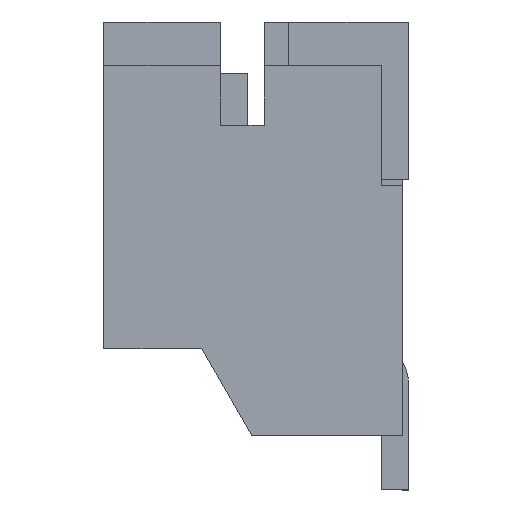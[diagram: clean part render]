
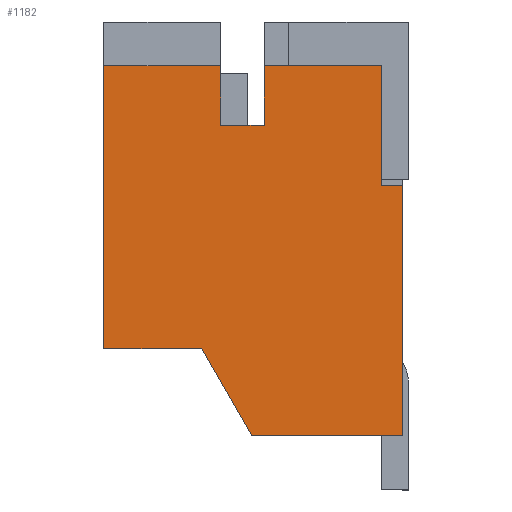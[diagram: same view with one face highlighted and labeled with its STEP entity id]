
A CAD part, left-side view. The second image highlights one B-rep face of the part: STEP entity #1182.
In plain terms, the highlighted planar face has unit normal (-1, 0, 0).
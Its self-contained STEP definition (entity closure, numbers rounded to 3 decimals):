
#1180 = ORIENTED_EDGE ( 'NONE', *, *, #1227, .T. ) ;
#1182 = ADVANCED_FACE ( 'NONE', ( #6029 ), #6067, .F. ) ;
#1183 = EDGE_LOOP ( 'NONE', ( #1195, #1192, #1180, #1258, #1261, #1256, #1254, #1306, #1311, #1295, #1285, #1296 ) ) ;
#1192 = ORIENTED_EDGE ( 'NONE', *, *, #1193, .T. ) ;
#1193 = EDGE_CURVE ( 'NONE', #1205, #1228, #6108, .T. ) ;
#1195 = ORIENTED_EDGE ( 'NONE', *, *, #1264, .T. ) ;
#1204 = VERTEX_POINT ( 'NONE', #6089 ) ;
#1205 = VERTEX_POINT ( 'NONE', #6088 ) ;
#1225 = VERTEX_POINT ( 'NONE', #6125 ) ;
#1227 = EDGE_CURVE ( 'NONE', #1228, #1225, #6124, .T. ) ;
#1228 = VERTEX_POINT ( 'NONE', #6120 ) ;
#1254 = ORIENTED_EDGE ( 'NONE', *, *, #1304, .T. ) ;
#1255 = EDGE_CURVE ( 'NONE', #1225, #1259, #6257, .T. ) ;
#1256 = ORIENTED_EDGE ( 'NONE', *, *, #1257, .T. ) ;
#1257 = EDGE_CURVE ( 'NONE', #1263, #1260, #6253, .T. ) ;
#1258 = ORIENTED_EDGE ( 'NONE', *, *, #1255, .T. ) ;
#1259 = VERTEX_POINT ( 'NONE', #6249 ) ;
#1260 = VERTEX_POINT ( 'NONE', #6248 ) ;
#1261 = ORIENTED_EDGE ( 'NONE', *, *, #1262, .T. ) ;
#1262 = EDGE_CURVE ( 'NONE', #1259, #1263, #6247, .T. ) ;
#1263 = VERTEX_POINT ( 'NONE', #6243 ) ;
#1264 = EDGE_CURVE ( 'NONE', #1204, #1205, #6242, .T. ) ;
#1282 = VERTEX_POINT ( 'NONE', #6314 ) ;
#1283 = VERTEX_POINT ( 'NONE', #6313 ) ;
#1284 = VERTEX_POINT ( 'NONE', #6312 ) ;
#1285 = ORIENTED_EDGE ( 'NONE', *, *, #1287, .T. ) ;
#1286 = EDGE_CURVE ( 'NONE', #1283, #1282, #6311, .T. ) ;
#1287 = EDGE_CURVE ( 'NONE', #1282, #1284, #6307, .T. ) ;
#1288 = EDGE_CURVE ( 'NONE', #1284, #1204, #6302, .T. ) ;
#1294 = EDGE_CURVE ( 'NONE', #1309, #1283, #6338, .T. ) ;
#1295 = ORIENTED_EDGE ( 'NONE', *, *, #1286, .T. ) ;
#1296 = ORIENTED_EDGE ( 'NONE', *, *, #1288, .T. ) ;
#1304 = EDGE_CURVE ( 'NONE', #1260, #1305, #6324, .T. ) ;
#1305 = VERTEX_POINT ( 'NONE', #6380 ) ;
#1306 = ORIENTED_EDGE ( 'NONE', *, *, #1308, .F. ) ;
#1308 = EDGE_CURVE ( 'NONE', #1309, #1305, #6379, .T. ) ;
#1309 = VERTEX_POINT ( 'NONE', #6375 ) ;
#1311 = ORIENTED_EDGE ( 'NONE', *, *, #1294, .T. ) ;
#6029 = FACE_OUTER_BOUND ( 'NONE', #1183, .T. ) ;
#6062 = DIRECTION ( 'NONE',  ( 0., 0., -1. ) ) ;
#6064 = DIRECTION ( 'NONE',  ( 1., 0., 0. ) ) ;
#6065 = CARTESIAN_POINT ( 'NONE',  ( 14.95, 5.5, 17. ) ) ;
#6066 = AXIS2_PLACEMENT_3D ( 'NONE', #6065, #6064, #6062 ) ;
#6067 = PLANE ( 'NONE',  #6066 ) ;
#6088 = CARTESIAN_POINT ( 'NONE',  ( 14.95, 0.4, 14. ) ) ;
#6089 = CARTESIAN_POINT ( 'NONE',  ( 14.95, 0., 14. ) ) ;
#6105 = DIRECTION ( 'NONE',  ( 0., 0., 1. ) ) ;
#6106 = VECTOR ( 'NONE', #6105, 1000. ) ;
#6107 = CARTESIAN_POINT ( 'NONE',  ( 14.95, 0.4, 17. ) ) ;
#6108 = LINE ( 'NONE', #6107, #6106 ) ;
#6120 = CARTESIAN_POINT ( 'NONE',  ( 14.95, 0.4, 16.2 ) ) ;
#6121 = DIRECTION ( 'NONE',  ( 0., 1., 0. ) ) ;
#6122 = VECTOR ( 'NONE', #6121, 1000. ) ;
#6123 = CARTESIAN_POINT ( 'NONE',  ( 14.95, 0., 16.2 ) ) ;
#6124 = LINE ( 'NONE', #6123, #6122 ) ;
#6125 = CARTESIAN_POINT ( 'NONE',  ( 14.95, 2.55, 16.2 ) ) ;
#6239 = DIRECTION ( 'NONE',  ( 0., 1., 0. ) ) ;
#6240 = VECTOR ( 'NONE', #6239, 1000. ) ;
#6241 = CARTESIAN_POINT ( 'NONE',  ( 14.95, 0., 14. ) ) ;
#6242 = LINE ( 'NONE', #6241, #6240 ) ;
#6243 = CARTESIAN_POINT ( 'NONE',  ( 14.95, 3.35, 15.1 ) ) ;
#6244 = DIRECTION ( 'NONE',  ( 0., 1., 0. ) ) ;
#6245 = VECTOR ( 'NONE', #6244, 1000. ) ;
#6246 = CARTESIAN_POINT ( 'NONE',  ( 14.95, 2.55, 15.1 ) ) ;
#6247 = LINE ( 'NONE', #6246, #6245 ) ;
#6248 = CARTESIAN_POINT ( 'NONE',  ( 14.95, 3.35, 16.2 ) ) ;
#6249 = CARTESIAN_POINT ( 'NONE',  ( 14.95, 2.55, 15.1 ) ) ;
#6250 = DIRECTION ( 'NONE',  ( 0., 0., 1. ) ) ;
#6251 = VECTOR ( 'NONE', #6250, 1000. ) ;
#6252 = CARTESIAN_POINT ( 'NONE',  ( 14.95, 3.35, 17. ) ) ;
#6253 = LINE ( 'NONE', #6252, #6251 ) ;
#6254 = DIRECTION ( 'NONE',  ( 0., 0., -1. ) ) ;
#6255 = VECTOR ( 'NONE', #6254, 1000. ) ;
#6256 = CARTESIAN_POINT ( 'NONE',  ( 14.95, 2.55, 17. ) ) ;
#6257 = LINE ( 'NONE', #6256, #6255 ) ;
#6299 = DIRECTION ( 'NONE',  ( 0., 0., 1. ) ) ;
#6300 = VECTOR ( 'NONE', #6299, 1000. ) ;
#6301 = CARTESIAN_POINT ( 'NONE',  ( 14.95, 0., 17. ) ) ;
#6302 = LINE ( 'NONE', #6301, #6300 ) ;
#6304 = DIRECTION ( 'NONE',  ( 0., -1., 0. ) ) ;
#6305 = VECTOR ( 'NONE', #6304, 1000. ) ;
#6306 = CARTESIAN_POINT ( 'NONE',  ( 14.95, 5.5, 9.4 ) ) ;
#6307 = LINE ( 'NONE', #6306, #6305 ) ;
#6308 = DIRECTION ( 'NONE',  ( 0., -0.5, -0.866 ) ) ;
#6309 = VECTOR ( 'NONE', #6308, 1000. ) ;
#6310 = CARTESIAN_POINT ( 'NONE',  ( 14.95, 2.776, 9.4 ) ) ;
#6311 = LINE ( 'NONE', #6310, #6309 ) ;
#6312 = CARTESIAN_POINT ( 'NONE',  ( 14.95, 0., 9.4 ) ) ;
#6313 = CARTESIAN_POINT ( 'NONE',  ( 14.95, 3.7, 11. ) ) ;
#6314 = CARTESIAN_POINT ( 'NONE',  ( 14.95, 2.776, 9.4 ) ) ;
#6321 = DIRECTION ( 'NONE',  ( 0., 1., 0. ) ) ;
#6322 = VECTOR ( 'NONE', #6321, 1000. ) ;
#6323 = CARTESIAN_POINT ( 'NONE',  ( 14.95, 0., 16.2 ) ) ;
#6324 = LINE ( 'NONE', #6323, #6322 ) ;
#6335 = DIRECTION ( 'NONE',  ( 0., -1., 0. ) ) ;
#6336 = VECTOR ( 'NONE', #6335, 1000. ) ;
#6337 = CARTESIAN_POINT ( 'NONE',  ( 14.95, 3.7, 11. ) ) ;
#6338 = LINE ( 'NONE', #6337, #6336 ) ;
#6375 = CARTESIAN_POINT ( 'NONE',  ( 14.95, 5.5, 11. ) ) ;
#6376 = DIRECTION ( 'NONE',  ( 0., 0., 1. ) ) ;
#6377 = VECTOR ( 'NONE', #6376, 1000. ) ;
#6378 = CARTESIAN_POINT ( 'NONE',  ( 14.95, 5.5, 17. ) ) ;
#6379 = LINE ( 'NONE', #6378, #6377 ) ;
#6380 = CARTESIAN_POINT ( 'NONE',  ( 14.95, 5.5, 16.2 ) ) ;
